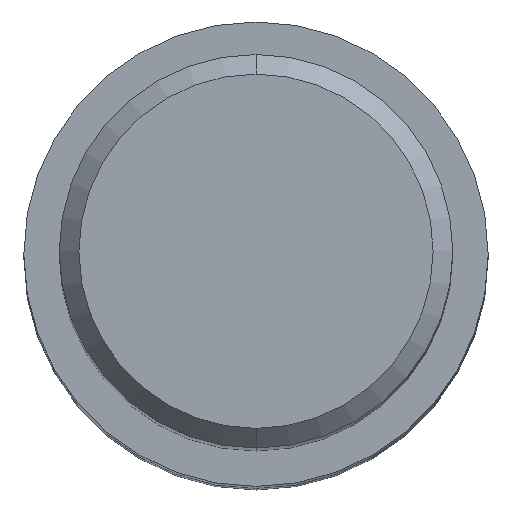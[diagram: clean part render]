
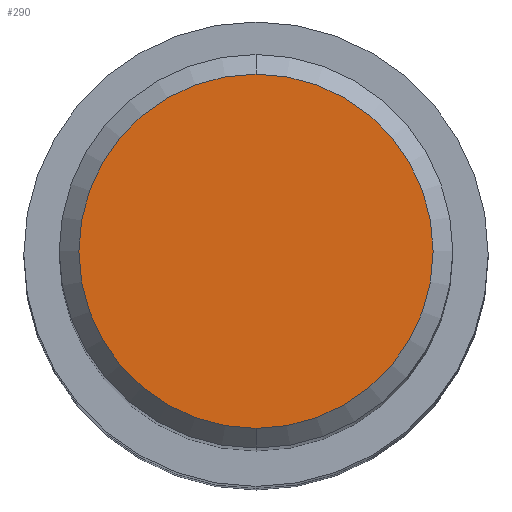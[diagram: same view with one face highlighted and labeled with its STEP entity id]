
A CAD part, top view. The second image highlights one B-rep face of the part: STEP entity #290.
In plain terms, the highlighted planar face has unit normal (0, 0, 1).
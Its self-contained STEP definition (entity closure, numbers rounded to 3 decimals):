
#250=VERTEX_POINT('',#551);
#290=ADVANCED_FACE('',(#597),#598,.T.);
#340=EDGE_CURVE('',#250,#376,#653,.T.);
#376=VERTEX_POINT('',#692);
#400=EDGE_CURVE('',#376,#250,#717,.T.);
#551=CARTESIAN_POINT('',(0.,-4.5,0.0));
#597=FACE_OUTER_BOUND('',#998,.T.);
#598=PLANE('',#999);
#653=CIRCLE('',#1115,4.5);
#692=CARTESIAN_POINT('',(0.0,4.5,0.0));
#717=CIRCLE('',#1292,4.5);
#998=EDGE_LOOP('',(#1572,#1573));
#999=AXIS2_PLACEMENT_3D('',#1574,#1575,#1576);
#1115=AXIS2_PLACEMENT_3D('',#1629,#1630,#1631);
#1292=AXIS2_PLACEMENT_3D('',#1696,#1697,#1698);
#1572=ORIENTED_EDGE('',*,*,#400,.F.);
#1573=ORIENTED_EDGE('',*,*,#340,.F.);
#1574=CARTESIAN_POINT('',(0.0,2.25,0.0));
#1575=DIRECTION('',(-0.0,0.0,1.0));
#1576=DIRECTION('',(0.0,-1.0,0.0));
#1629=CARTESIAN_POINT('',(0.0,0.0,0.0));
#1630=DIRECTION('',(0.0,0.0,-1.0));
#1631=DIRECTION('',(0.0,1.0,0.0));
#1696=CARTESIAN_POINT('',(0.0,0.0,0.0));
#1697=DIRECTION('',(0.0,0.0,-1.0));
#1698=DIRECTION('',(0.0,1.0,0.0));
